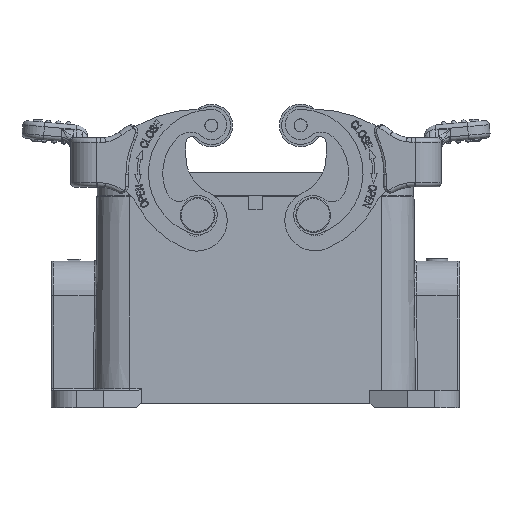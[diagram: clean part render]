
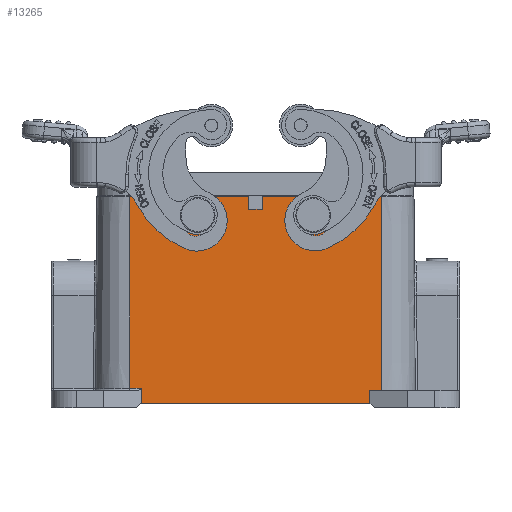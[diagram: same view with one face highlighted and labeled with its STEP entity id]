
A CAD part, front view. The second image highlights one B-rep face of the part: STEP entity #13265.
In plain terms, the highlighted planar face has unit normal (0, -1, 0.009).
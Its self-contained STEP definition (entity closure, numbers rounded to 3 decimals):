
#928=ELLIPSE('',#36089,1.5,1.5);
#929=ELLIPSE('',#36090,1.5,1.5);
#1091=B_SPLINE_CURVE_WITH_KNOTS('',3,(#48313,#48314,#48315,#48316),
 .UNSPECIFIED.,.F.,.F.,(4,4),(0.,1.),.UNSPECIFIED.);
#1096=B_SPLINE_CURVE_WITH_KNOTS('',3,(#48342,#48343,#48344,#48345),
 .UNSPECIFIED.,.F.,.F.,(4,4),(0.,1.),.UNSPECIFIED.);
#1101=B_SPLINE_CURVE_WITH_KNOTS('',3,(#48367,#48368,#48369,#48370),
 .UNSPECIFIED.,.F.,.F.,(4,4),(0.,1.),.UNSPECIFIED.);
#1970=LINE('',#46410,#4214);
#2344=LINE('',#48157,#4588);
#2350=LINE('',#48170,#4594);
#2352=LINE('',#48174,#4596);
#2373=LINE('',#48227,#4617);
#2379=LINE('',#48238,#4623);
#2419=LINE('',#48448,#4663);
#2420=LINE('',#48454,#4664);
#2421=LINE('',#48456,#4665);
#4214=VECTOR('',#38560,1.);
#4588=VECTOR('',#39700,1.);
#4594=VECTOR('',#39708,1.);
#4596=VECTOR('',#39712,1.);
#4617=VECTOR('',#39763,1.);
#4623=VECTOR('',#39775,1.);
#4663=VECTOR('',#39899,1.);
#4664=VECTOR('',#39906,1.);
#4665=VECTOR('',#39907,1.);
#12267=PLANE('',#36091);
#13265=ADVANCED_FACE('',(#15330,#15331,#15332),#12267,.T.);
#15330=FACE_BOUND('',#15997,.T.);
#15331=FACE_BOUND('',#15998,.T.);
#15332=FACE_BOUND('',#15999,.T.);
#15997=EDGE_LOOP('',(#19179));
#15998=EDGE_LOOP('',(#19180));
#15999=EDGE_LOOP('',(#19181,#19182,#19183,#19184,#19185,#19186,#19187,#19188,
#19189,#19190,#19191,#19192));
#19179=ORIENTED_EDGE('',*,*,#30009,.T.);
#19180=ORIENTED_EDGE('',*,*,#30010,.T.);
#19181=ORIENTED_EDGE('',*,*,#29978,.T.);
#19182=ORIENTED_EDGE('',*,*,#29972,.F.);
#19183=ORIENTED_EDGE('',*,*,#29965,.T.);
#19184=ORIENTED_EDGE('',*,*,#30011,.F.);
#19185=ORIENTED_EDGE('',*,*,#30012,.T.);
#19186=ORIENTED_EDGE('',*,*,#29933,.T.);
#19187=ORIENTED_EDGE('',*,*,#29900,.T.);
#19188=ORIENTED_EDGE('',*,*,#29898,.F.);
#19189=ORIENTED_EDGE('',*,*,#29892,.T.);
#19190=ORIENTED_EDGE('',*,*,#29927,.T.);
#19191=ORIENTED_EDGE('',*,*,#29257,.T.);
#19192=ORIENTED_EDGE('',*,*,#30008,.T.);
#26388=VERTEX_POINT('',#46391);
#26392=VERTEX_POINT('',#46411);
#26806=VERTEX_POINT('',#48158);
#26807=VERTEX_POINT('',#48159);
#26811=VERTEX_POINT('',#48168);
#26813=VERTEX_POINT('',#48175);
#26832=VERTEX_POINT('',#48239);
#26856=VERTEX_POINT('',#48312);
#26857=VERTEX_POINT('',#48317);
#26862=VERTEX_POINT('',#48346);
#26865=VERTEX_POINT('',#48371);
#26880=VERTEX_POINT('',#48451);
#26881=VERTEX_POINT('',#48453);
#26882=VERTEX_POINT('',#48455);
#29257=EDGE_CURVE('',#26392,#26388,#1970,.T.);
#29892=EDGE_CURVE('',#26806,#26807,#2344,.T.);
#29898=EDGE_CURVE('',#26806,#26811,#2350,.T.);
#29900=EDGE_CURVE('',#26813,#26811,#2352,.T.);
#29927=EDGE_CURVE('',#26807,#26392,#2373,.T.);
#29933=EDGE_CURVE('',#26832,#26813,#2379,.T.);
#29965=EDGE_CURVE('',#26857,#26856,#1091,.T.);
#29972=EDGE_CURVE('',#26857,#26862,#1096,.T.);
#29978=EDGE_CURVE('',#26865,#26862,#1101,.T.);
#30008=EDGE_CURVE('',#26388,#26865,#2419,.T.);
#30009=EDGE_CURVE('',#26880,#26880,#928,.T.);
#30010=EDGE_CURVE('',#26881,#26881,#929,.T.);
#30011=EDGE_CURVE('',#26882,#26856,#2420,.T.);
#30012=EDGE_CURVE('',#26882,#26832,#2421,.T.);
#36089=AXIS2_PLACEMENT_3D('',#48450,#39902,#39903);
#36090=AXIS2_PLACEMENT_3D('',#48452,#39904,#39905);
#36091=AXIS2_PLACEMENT_3D('',#48457,#39908,#39909);
#38560=DIRECTION('',(0.,-0.009,-1.));
#39700=DIRECTION('',(0.,0.009,1.));
#39708=DIRECTION('',(1.,0.,0.));
#39712=DIRECTION('',(0.,-0.009,-1.));
#39763=DIRECTION('',(-1.,0.,0.));
#39775=DIRECTION('',(-1.,0.,0.));
#39899=DIRECTION('',(1.,0.,0.));
#39902=DIRECTION('',(0.,1.,-0.009));
#39903=DIRECTION('',(0.,0.009,1.));
#39904=DIRECTION('',(0.,1.,-0.009));
#39905=DIRECTION('',(0.,0.009,1.));
#39906=DIRECTION('',(-1.,0.,0.));
#39907=DIRECTION('',(0.,0.009,1.));
#39908=DIRECTION('',(0.,-1.,0.009));
#39909=DIRECTION('',(-1.,0.,0.));
#46391=CARTESIAN_POINT('',(-29.,-21.886,4.496));
#46410=CARTESIAN_POINT('',(-29.,-21.5,48.7));
#46411=CARTESIAN_POINT('',(-29.,-21.5,48.7));
#48157=CARTESIAN_POINT('',(-1.6,-21.526,45.7));
#48158=CARTESIAN_POINT('',(-1.6,-21.526,45.7));
#48159=CARTESIAN_POINT('',(-1.6,-21.5,48.7));
#48168=CARTESIAN_POINT('',(1.6,-21.526,45.7));
#48170=CARTESIAN_POINT('',(-1.6,-21.526,45.7));
#48174=CARTESIAN_POINT('',(1.6,-21.5,48.7));
#48175=CARTESIAN_POINT('',(1.6,-21.5,48.7));
#48227=CARTESIAN_POINT('',(-1.6,-21.5,48.7));
#48238=CARTESIAN_POINT('',(29.,-21.5,48.7));
#48239=CARTESIAN_POINT('',(29.,-21.5,48.7));
#48312=CARTESIAN_POINT('',(26.297,-21.89,4.));
#48313=CARTESIAN_POINT('',(26.352,-21.916,1.));
#48314=CARTESIAN_POINT('',(26.334,-21.908,2.));
#48315=CARTESIAN_POINT('',(26.315,-21.899,3.));
#48316=CARTESIAN_POINT('',(26.297,-21.89,4.));
#48317=CARTESIAN_POINT('',(26.352,-21.917,1.));
#48342=CARTESIAN_POINT('',(26.352,-21.917,1.));
#48343=CARTESIAN_POINT('',(8.784,-21.917,1.));
#48344=CARTESIAN_POINT('',(-8.784,-21.917,1.));
#48345=CARTESIAN_POINT('',(-26.352,-21.917,1.));
#48346=CARTESIAN_POINT('',(-26.352,-21.917,1.));
#48367=CARTESIAN_POINT('',(-26.288,-21.886,4.496));
#48368=CARTESIAN_POINT('',(-26.309,-21.896,3.33));
#48369=CARTESIAN_POINT('',(-26.331,-21.906,2.165));
#48370=CARTESIAN_POINT('',(-26.352,-21.916,1.));
#48371=CARTESIAN_POINT('',(-26.288,-21.886,4.496));
#48448=CARTESIAN_POINT('',(-29.,-21.886,4.496));
#48450=CARTESIAN_POINT('',(13.3,-21.538,44.4));
#48451=CARTESIAN_POINT('',(13.3,-21.524,45.9));
#48452=CARTESIAN_POINT('',(-13.3,-21.538,44.4));
#48453=CARTESIAN_POINT('',(-13.3,-21.524,45.9));
#48454=CARTESIAN_POINT('',(29.,-21.89,4.));
#48455=CARTESIAN_POINT('',(29.,-21.89,4.));
#48456=CARTESIAN_POINT('',(29.,-21.89,4.));
#48457=CARTESIAN_POINT('',(-31.173,-21.5,48.7));
